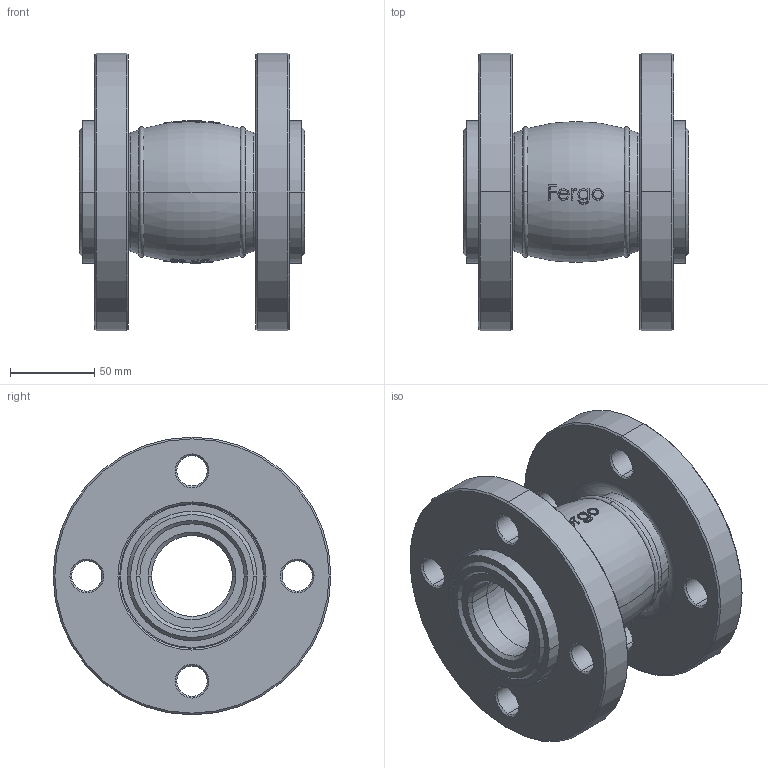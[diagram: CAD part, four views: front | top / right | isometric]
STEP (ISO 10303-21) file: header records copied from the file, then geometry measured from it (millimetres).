
FILE_DESCRIPTION (( 'STEP AP214' ), '1' );
FILE_NAME ('OG130-Gummi-Kompensator-DN50-PN-10-16-Fergo.STEP', '2022-09-08T10:14:20', ( '' ), ( '' ), 'SwSTEP 2.0', 'SolidWorks 2022', '' );
FILE_SCHEMA (( 'AUTOMOTIVE_DESIGN' ));
Length unit declared in the file: millimetre
Products named in the file (1): OG130-Gummi-Kompensator-DN50-PN-10-16-Fergo
Bounding box: 134 x 165 x 165 mm (x, y, z)
Volume: 922118.9 mm3; surface area: 182079 mm2
Topology: 3 solids, 5 shells, 349 faces, 842 edges, 532 vertices
Faces by surface type: bspline 162, cone 64, torus 61, cylinder 44, plane 18
Entity records: 39978 total; most frequent: CARTESIAN_POINT 31077, ORIENTED_EDGE 1684, DIRECTION 980, EDGE_CURVE 842, VERTEX_POINT 532, B_SPLINE_CURVE_WITH_KNOTS 486, AXIS2_PLACEMENT_3D 436, EDGE_LOOP 404
